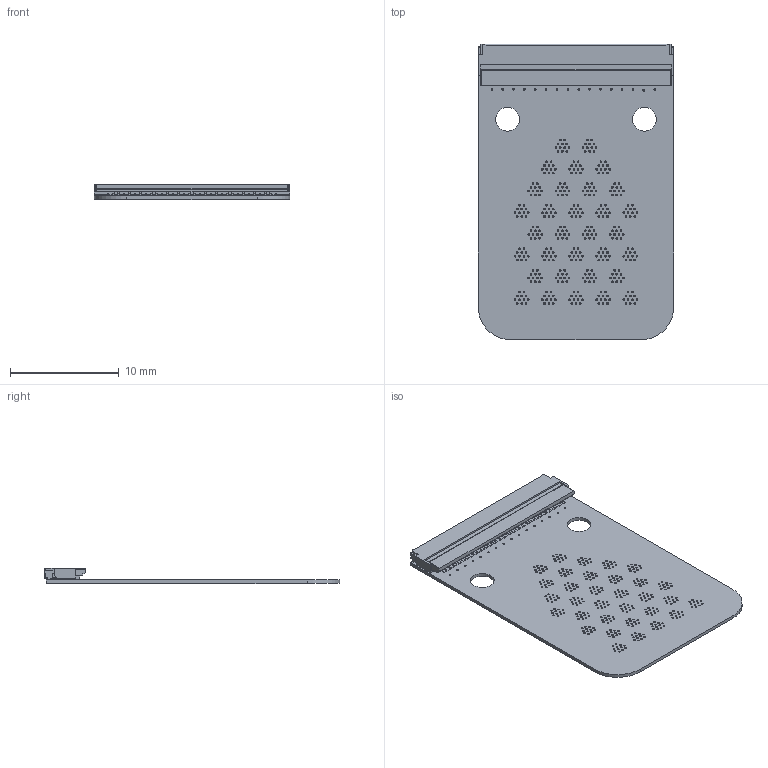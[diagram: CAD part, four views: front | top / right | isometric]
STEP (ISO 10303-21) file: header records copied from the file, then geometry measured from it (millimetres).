
FILE_DESCRIPTION(('KiCad electronic assembly'),'2;1');
FILE_NAME('EEOP_Display.step','2026-03-01T01:21:54',('Pcbnew'),('Kicad') ,'Open CASCADE STEP processor 7.9','KiCad to STEP converter','Unknown' );
FILE_SCHEMA(('AUTOMOTIVE_DESIGN { 1 0 10303 214 1 1 1 1 }'));
Length unit declared in the file: millimetre
Products named in the file (5): EEOP_Display 1; FH34SRJ-32S-0.5SH_50_; FH34SRJ-32S-0.5SH; EEOP_Display_pad; EEOP_Display_PCB
Assembly tree (4 placements, depth 3):
  EEOP_Display 1
    FH34SRJ-32S-0.5SH_50_
      FH34SRJ-32S-0.5SH
    EEOP_Display_pad
    EEOP_Display_PCB
Bounding box: 18 x 27.2 x 1.44 mm (x, y, z)
Volume: 195.1 mm3; surface area: 1410 mm2
Topology: 68 solids, 68 shells, 2103 faces, 4669 edges, 3088 vertices
Faces by surface type: plane 1192, cylinder 911
Full cylindrical faces by diameter (mm): 0.1 x384, 0.15 x416, 1.6 x32, 2.2 x2
Entity records: 60734 total; most frequent: DIRECTION 10703, CARTESIAN_POINT 9927, ORIENTED_EDGE 9338, EDGE_CURVE 4669, AXIS2_PLACEMENT_3D 3928, FACE_BOUND 3325, EDGE_LOOP 3325, VERTEX_POINT 3088
